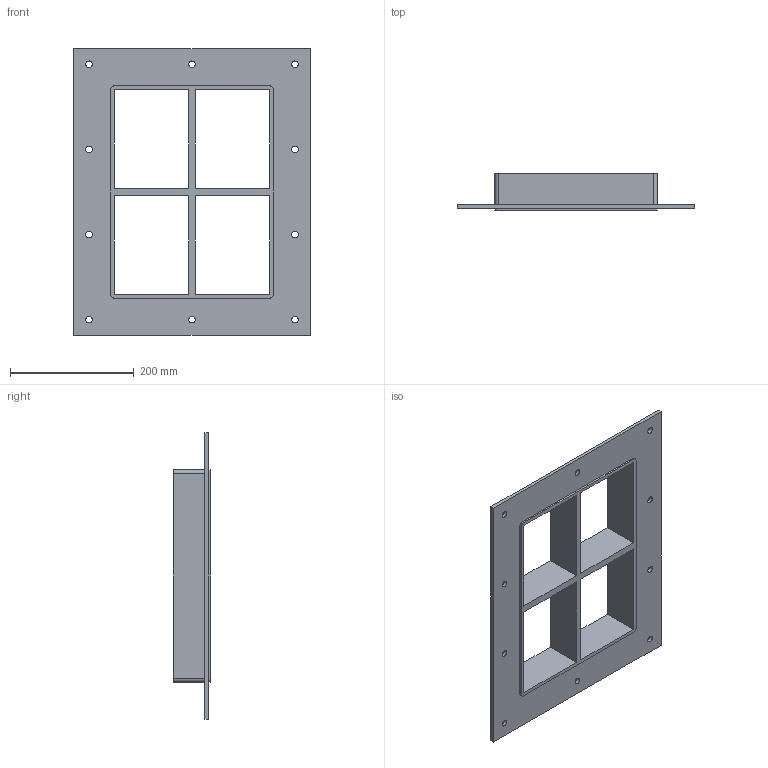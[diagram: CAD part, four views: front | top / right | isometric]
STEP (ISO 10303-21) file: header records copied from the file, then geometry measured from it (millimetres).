
FILE_DESCRIPTION((''),'2;1');
FILE_NAME('GH4+4X2.stp','2015-01-14T08:53:33',(''),(''),'Autodesk Inventor 2013','Autodesk Inventor 2013','');
FILE_SCHEMA(('AUTOMOTIVE_DESIGN { 1 0 10303 214 1 1 1 1 }'));
Length unit declared in the file: millimetre
Products named in the file (1): GH-ISO
Bounding box: 383 x 60 x 463 mm (x, y, z)
Volume: 1315655.8 mm3; surface area: 410591.2 mm2
Topology: 1 solids, 1 shells, 50 faces, 148 edges, 102 vertices
Faces by surface type: plane 32, cylinder 18
Full cylindrical faces by diameter (mm): 10.5 x10
Entity records: 1630 total; most frequent: CARTESIAN_POINT 271, DIRECTION 266, ORIENTED_EDGE 256, EDGE_CURVE 128, VERTEX_POINT 92, VECTOR 92, LINE 92, EDGE_LOOP 90
